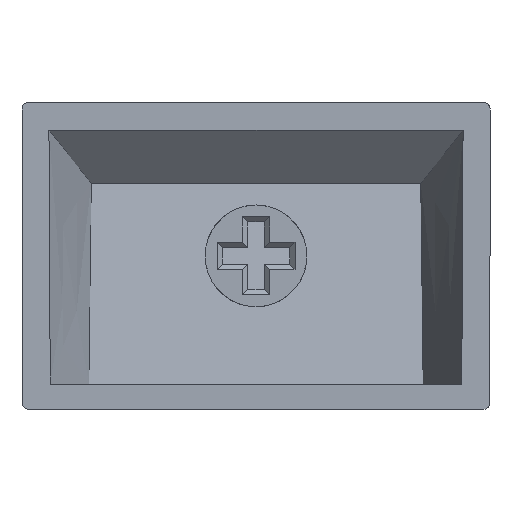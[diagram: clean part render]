
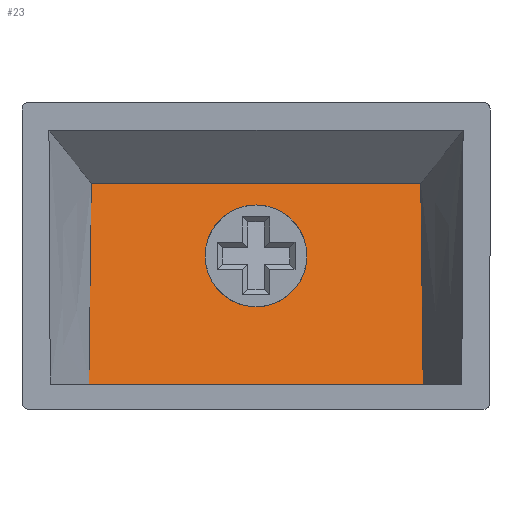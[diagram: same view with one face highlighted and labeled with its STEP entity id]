
A CAD part, front view. The second image highlights one B-rep face of the part: STEP entity #23.
In plain terms, the highlighted planar face has unit normal (0, -0.981, 0.193).
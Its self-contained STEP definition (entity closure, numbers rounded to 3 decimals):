
#23 = ADVANCED_FACE ( 'NONE', ( #1023, #69 ), #801, .F. ) ;
#69 = FACE_OUTER_BOUND ( 'NONE', #1056, .T. ) ;
#77 = ORIENTED_EDGE ( 'NONE', *, *, #1857, .T. ) ;
#103 = CARTESIAN_POINT ( 'NONE',  ( 3.942, 4.766, -16.6 ) ) ;
#143 = LINE ( 'NONE', #354, #470 ) ;
#150 = VERTEX_POINT ( 'NONE', #2531 ) ;
#161 = CARTESIAN_POINT ( 'NONE',  ( 13.8, 6.845, -6.04 ) ) ;
#170 = DIRECTION ( 'NONE',  ( 1., 0., 0. ) ) ;
#257 = CARTESIAN_POINT ( 'NONE',  ( 23.517, 7.096, -4.762 ) ) ;
#326 = VERTEX_POINT ( 'NONE', #257 ) ;
#327 = CARTESIAN_POINT ( 'NONE',  ( 23.658, 4.766, -16.6 ) ) ;
#334 = EDGE_CURVE ( 'NONE', #2369, #2403, #2299, .T. ) ;
#354 = CARTESIAN_POINT ( 'NONE',  ( 0., 7.096, -4.762 ) ) ;
#470 = VECTOR ( 'NONE', #170, 1000. ) ;
#624 = ORIENTED_EDGE ( 'NONE', *, *, #2664, .F. ) ;
#674 = CARTESIAN_POINT ( 'NONE',  ( 23.658, 4.766, -16.6 ) ) ;
#777 = VERTEX_POINT ( 'NONE', #327 ) ;
#801 = PLANE ( 'NONE',  #2021 ) ;
#853 = CARTESIAN_POINT ( 'NONE',  ( 23.553, 6.32, -8.708 ) ) ;
#952 = CARTESIAN_POINT ( 'NONE',  ( 4.047, 6.32, -8.708 ) ) ;
#1001 = EDGE_LOOP ( 'NONE', ( #1742, #2691 ) ) ;
#1023 = FACE_BOUND ( 'NONE', #1001, .T. ) ;
#1056 = EDGE_LOOP ( 'NONE', ( #624, #1730, #1166, #77 ) ) ;
#1068 = CARTESIAN_POINT ( 'NONE',  ( 7.8, 6.845, -6.04 ) ) ;
#1085 = CARTESIAN_POINT ( 'NONE',  ( 0., 4.766, -16.6 ) ) ;
#1088 = CARTESIAN_POINT ( 'NONE',  ( 13.8, 6.845, -6.04 ) ) ;
#1095 = CARTESIAN_POINT ( 'NONE',  ( 23.517, 7.096, -4.762 ) ) ;
#1166 = ORIENTED_EDGE ( 'NONE', *, *, #2545, .F. ) ;
#1204 = CARTESIAN_POINT ( 'NONE',  ( 19.8, 6.845, -6.04 ) ) ;
#1228 = CARTESIAN_POINT ( 'NONE',  ( 3.942, 4.766, -16.6 ) ) ;
#1245 = VERTEX_POINT ( 'NONE', #1228 ) ;
#1290 = DIRECTION ( 'NONE',  ( 1., 0., 0. ) ) ;
#1372 = VECTOR ( 'NONE', #1290, 1000. ) ;
#1395 = DIRECTION ( 'NONE',  ( 0., 0.193, 0.981 ) ) ;
#1707 = B_SPLINE_CURVE_WITH_KNOTS ( 'NONE', 3,
 ( #103, #2436, #952, #2443 ),
 .UNSPECIFIED., .F., .F.,
 ( 4, 4 ),
 ( 0., 0.012 ),
 .UNSPECIFIED. ) ;
#1730 = ORIENTED_EDGE ( 'NONE', *, *, #2474, .F. ) ;
#1742 = ORIENTED_EDGE ( 'NONE', *, *, #2391, .F. ) ;
#1820 = CARTESIAN_POINT ( 'NONE',  ( 13.8, 5.664, -12.04 ) ) ;
#1849 = CARTESIAN_POINT ( 'NONE',  ( 19.8, 5.664, -12.04 ) ) ;
#1857 = EDGE_CURVE ( 'NONE', #1245, #777, #1927, .T. ) ;
#1859 = CARTESIAN_POINT ( 'NONE',  ( 13.8, 5.664, -12.04 ) ) ;
#1915 = CARTESIAN_POINT ( 'NONE',  ( 23.597, 5.543, -12.654 ) ) ;
#1921 = CARTESIAN_POINT ( 'NONE',  ( 7.8, 5.664, -12.04 ) ) ;
#1927 = LINE ( 'NONE', #1085, #1372 ) ;
#1983 = B_SPLINE_CURVE_WITH_KNOTS ( 'NONE', 3,
 ( #1095, #853, #1915, #674 ),
 .UNSPECIFIED., .F., .F.,
 ( 4, 4 ),
 ( 0., 0.012 ),
 .UNSPECIFIED. ) ;
#2021 = AXIS2_PLACEMENT_3D ( 'NONE', #2485, #2668, #1395 ) ;
#2132 =( BOUNDED_CURVE ( )  B_SPLINE_CURVE ( 3, ( #1859, #1849, #1204, #2257 ),
 .UNSPECIFIED., .F., .F. ) 
 B_SPLINE_CURVE_WITH_KNOTS ( ( 4, 4 ),
 ( 0., 3.142 ),
 .UNSPECIFIED. ) 
 CURVE ( )  GEOMETRIC_REPRESENTATION_ITEM ( )  RATIONAL_B_SPLINE_CURVE ( ( 1., 0.333, 0.333, 1. ) ) 
 REPRESENTATION_ITEM ( '' )  );
#2257 = CARTESIAN_POINT ( 'NONE',  ( 13.8, 6.845, -6.04 ) ) ;
#2299 =( BOUNDED_CURVE ( )  B_SPLINE_CURVE ( 3, ( #1088, #1068, #1921, #2547 ),
 .UNSPECIFIED., .F., .F. ) 
 B_SPLINE_CURVE_WITH_KNOTS ( ( 4, 4 ),
 ( 3.142, 6.283 ),
 .UNSPECIFIED. ) 
 CURVE ( )  GEOMETRIC_REPRESENTATION_ITEM ( )  RATIONAL_B_SPLINE_CURVE ( ( 1., 0.333, 0.333, 1. ) ) 
 REPRESENTATION_ITEM ( '' )  );
#2369 = VERTEX_POINT ( 'NONE', #161 ) ;
#2391 = EDGE_CURVE ( 'NONE', #2403, #2369, #2132, .T. ) ;
#2403 = VERTEX_POINT ( 'NONE', #1820 ) ;
#2436 = CARTESIAN_POINT ( 'NONE',  ( 4.003, 5.543, -12.654 ) ) ;
#2443 = CARTESIAN_POINT ( 'NONE',  ( 4.083, 7.096, -4.762 ) ) ;
#2474 = EDGE_CURVE ( 'NONE', #150, #326, #143, .T. ) ;
#2485 = CARTESIAN_POINT ( 'NONE',  ( 0., 7.734, -1.522 ) ) ;
#2531 = CARTESIAN_POINT ( 'NONE',  ( 4.083, 7.096, -4.762 ) ) ;
#2545 = EDGE_CURVE ( 'NONE', #1245, #150, #1707, .T. ) ;
#2547 = CARTESIAN_POINT ( 'NONE',  ( 13.8, 5.664, -12.04 ) ) ;
#2664 = EDGE_CURVE ( 'NONE', #326, #777, #1983, .T. ) ;
#2668 = DIRECTION ( 'NONE',  ( 0., 0.981, -0.193 ) ) ;
#2691 = ORIENTED_EDGE ( 'NONE', *, *, #334, .F. ) ;
